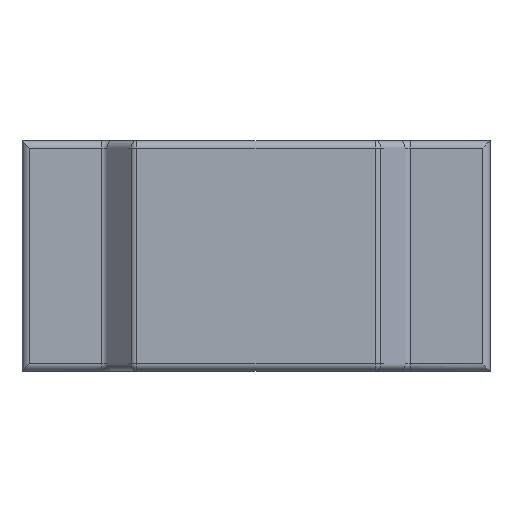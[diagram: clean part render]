
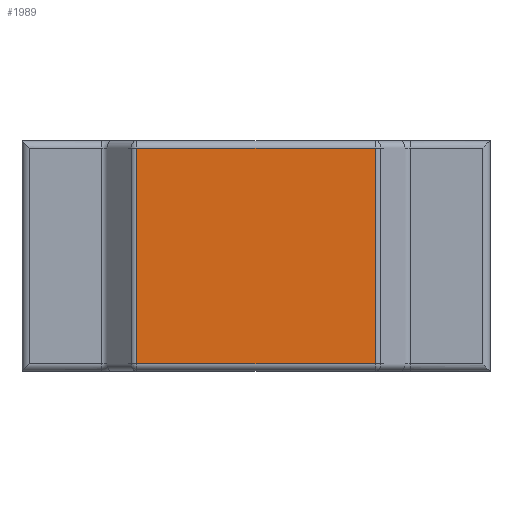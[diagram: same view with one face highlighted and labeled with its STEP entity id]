
A CAD part, top view. The second image highlights one B-rep face of the part: STEP entity #1989.
In plain terms, the highlighted planar face has unit normal (0, 0, 1).
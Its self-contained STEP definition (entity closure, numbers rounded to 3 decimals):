
#679 = DIRECTION ( 'NONE',  ( -1., 0., 0. ) ) ;
#735 = ORIENTED_EDGE ( 'NONE', *, *, #3596, .T. ) ;
#834 = LINE ( 'NONE', #3029, #1896 ) ;
#962 = CARTESIAN_POINT ( 'NONE',  ( -1.607, 1.55, 1. ) ) ;
#983 = DIRECTION ( 'NONE',  ( 1., 0., 0. ) ) ;
#1062 = PLANE ( 'NONE',  #2056 ) ;
#1135 = EDGE_CURVE ( 'NONE', #1826, #4135, #4395, .T. ) ;
#1382 = ORIENTED_EDGE ( 'NONE', *, *, #1401, .T. ) ;
#1401 = EDGE_CURVE ( 'NONE', #3990, #1826, #1991, .T. ) ;
#1826 = VERTEX_POINT ( 'NONE', #2326 ) ;
#1881 = ORIENTED_EDGE ( 'NONE', *, *, #1135, .T. ) ;
#1896 = VECTOR ( 'NONE', #2298, 1000. ) ;
#1912 = CARTESIAN_POINT ( 'NONE',  ( -1.65, -1.45, 1. ) ) ;
#1989 = ADVANCED_FACE ( 'NONE', ( #2545 ), #1062, .F. ) ;
#1990 = ORIENTED_EDGE ( 'NONE', *, *, #4017, .T. ) ;
#1991 = LINE ( 'NONE', #962, #2499 ) ;
#2056 = AXIS2_PLACEMENT_3D ( 'NONE', #3216, #3552, #2181 ) ;
#2071 = VECTOR ( 'NONE', #679, 1000. ) ;
#2180 = LINE ( 'NONE', #3778, #2071 ) ;
#2181 = DIRECTION ( 'NONE',  ( -1., 0., 0. ) ) ;
#2298 = DIRECTION ( 'NONE',  ( 0., 1., 0. ) ) ;
#2326 = CARTESIAN_POINT ( 'NONE',  ( -1.607, -1.45, 1. ) ) ;
#2410 = CARTESIAN_POINT ( 'NONE',  ( 1.607, -1.45, 1. ) ) ;
#2499 = VECTOR ( 'NONE', #2683, 1000. ) ;
#2545 = FACE_OUTER_BOUND ( 'NONE', #3051, .T. ) ;
#2683 = DIRECTION ( 'NONE',  ( 0., -1., 0. ) ) ;
#3029 = CARTESIAN_POINT ( 'NONE',  ( 1.607, 1.55, 1. ) ) ;
#3051 = EDGE_LOOP ( 'NONE', ( #735, #1990, #1382, #1881 ) ) ;
#3163 = CARTESIAN_POINT ( 'NONE',  ( 1.607, 1.45, 1. ) ) ;
#3181 = VECTOR ( 'NONE', #983, 1000. ) ;
#3216 = CARTESIAN_POINT ( 'NONE',  ( -1.65, 1.55, 1. ) ) ;
#3552 = DIRECTION ( 'NONE',  ( 0., 0., -1. ) ) ;
#3596 = EDGE_CURVE ( 'NONE', #4135, #4387, #834, .T. ) ;
#3762 = CARTESIAN_POINT ( 'NONE',  ( -1.607, 1.45, 1. ) ) ;
#3778 = CARTESIAN_POINT ( 'NONE',  ( -1.607, 1.45, 1. ) ) ;
#3990 = VERTEX_POINT ( 'NONE', #3762 ) ;
#4017 = EDGE_CURVE ( 'NONE', #4387, #3990, #2180, .T. ) ;
#4135 = VERTEX_POINT ( 'NONE', #2410 ) ;
#4387 = VERTEX_POINT ( 'NONE', #3163 ) ;
#4395 = LINE ( 'NONE', #1912, #3181 ) ;
